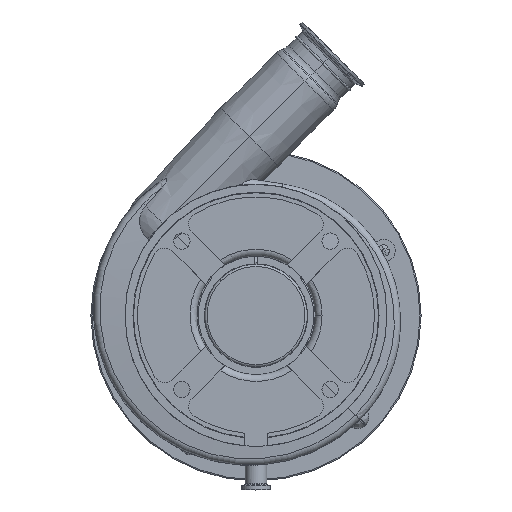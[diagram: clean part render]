
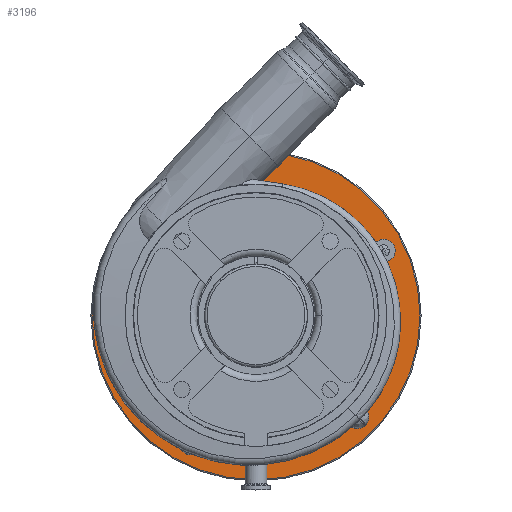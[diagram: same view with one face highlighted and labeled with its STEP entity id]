
A CAD part, top view. The second image highlights one B-rep face of the part: STEP entity #3196.
In plain terms, the highlighted planar face has unit normal (0, 0, 1).
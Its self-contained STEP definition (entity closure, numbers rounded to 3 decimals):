
#55 = VERTEX_POINT ( 'NONE', #5818 ) ;
#133 = EDGE_LOOP ( 'NONE', ( #11371, #7145 ) ) ;
#143 = EDGE_LOOP ( 'NONE', ( #8259, #13402 ) ) ;
#363 = EDGE_CURVE ( 'NONE', #13925, #6419, #6777, .T. ) ;
#368 = AXIS2_PLACEMENT_3D ( 'NONE', #13610, #1715, #430 ) ;
#430 = DIRECTION ( 'NONE',  ( -1., 0., 0. ) ) ;
#499 = EDGE_LOOP ( 'NONE', ( #16665, #15737 ) ) ;
#520 = CARTESIAN_POINT ( 'NONE',  ( 96.167, -96.167, -61. ) ) ;
#636 = DIRECTION ( 'NONE',  ( -1., 0., 0. ) ) ;
#897 = DIRECTION ( 'NONE',  ( -1., 0., 0. ) ) ;
#1042 = CARTESIAN_POINT ( 'NONE',  ( 0., 0., -61. ) ) ;
#1158 = DIRECTION ( 'NONE',  ( 0., 0., -1. ) ) ;
#1234 = CARTESIAN_POINT ( 'NONE',  ( 0., 0., -61. ) ) ;
#1290 = AXIS2_PLACEMENT_3D ( 'NONE', #5598, #10898, #14869 ) ;
#1326 = EDGE_CURVE ( 'NONE', #5815, #12389, #14579, .T. ) ;
#1383 = EDGE_CURVE ( 'NONE', #6419, #13925, #12061, .T. ) ;
#1393 = CARTESIAN_POINT ( 'NONE',  ( 0., 0., -61. ) ) ;
#1462 = EDGE_CURVE ( 'NONE', #8945, #16380, #12365, .T. ) ;
#1715 = DIRECTION ( 'NONE',  ( 0., 0., -1. ) ) ;
#1798 = CARTESIAN_POINT ( 'NONE',  ( -50.132, -119.338, -61. ) ) ;
#1869 = CIRCLE ( 'NONE', #3544, 10. ) ;
#1927 = CARTESIAN_POINT ( 'NONE',  ( 0., 115., -61. ) ) ;
#1965 = EDGE_CURVE ( 'NONE', #16380, #8945, #5730, .T. ) ;
#2015 = EDGE_CURVE ( 'NONE', #6433, #55, #1869, .T. ) ;
#2117 = DIRECTION ( 'NONE',  ( 0., 0., -1. ) ) ;
#2190 = DIRECTION ( 'NONE',  ( 0., 0., -1. ) ) ;
#2331 = DIRECTION ( 'NONE',  ( 1., 0., 0. ) ) ;
#2872 = DIRECTION ( 'NONE',  ( -1., 0., 0. ) ) ;
#3151 = FACE_BOUND ( 'NONE', #143, .T. ) ;
#3196 = ADVANCED_FACE ( 'NONE', ( #3151, #3412, #16669, #4450, #9756, #4810, #10103 ), #15374, .F. ) ;
#3211 = EDGE_CURVE ( 'NONE', #14496, #12660, #6056, .T. ) ;
#3412 = FACE_BOUND ( 'NONE', #499, .T. ) ;
#3493 = EDGE_LOOP ( 'NONE', ( #8711, #9672 ) ) ;
#3544 = AXIS2_PLACEMENT_3D ( 'NONE', #7479, #8797, #897 ) ;
#3734 = ORIENTED_EDGE ( 'NONE', *, *, #12180, .T. ) ;
#3768 = DIRECTION ( 'NONE',  ( 0., 0., 1. ) ) ;
#3773 = VERTEX_POINT ( 'NONE', #10612 ) ;
#3857 = EDGE_LOOP ( 'NONE', ( #13828, #3734 ) ) ;
#3985 = EDGE_CURVE ( 'NONE', #15546, #3773, #4535, .T. ) ;
#4180 = CIRCLE ( 'NONE', #8913, 10. ) ;
#4321 = AXIS2_PLACEMENT_3D ( 'NONE', #13120, #1158, #10437 ) ;
#4450 = FACE_BOUND ( 'NONE', #3493, .T. ) ;
#4535 = CIRCLE ( 'NONE', #14764, 144. ) ;
#4572 = AXIS2_PLACEMENT_3D ( 'NONE', #7094, #9982, #5886 ) ;
#4661 = CIRCLE ( 'NONE', #14085, 10. ) ;
#4810 = FACE_BOUND ( 'NONE', #16403, .T. ) ;
#5122 = ORIENTED_EDGE ( 'NONE', *, *, #8644, .F. ) ;
#5153 = CARTESIAN_POINT ( 'NONE',  ( -124.449, 19.711, -61. ) ) ;
#5451 = EDGE_CURVE ( 'NONE', #12389, #5815, #7046, .T. ) ;
#5598 = CARTESIAN_POINT ( 'NONE',  ( -19.711, 124.449, -61. ) ) ;
#5730 = CIRCLE ( 'NONE', #8221, 10. ) ;
#5815 = VERTEX_POINT ( 'NONE', #13691 ) ;
#5818 = CARTESIAN_POINT ( 'NONE',  ( 119.338, 50.132, -61. ) ) ;
#5886 = DIRECTION ( 'NONE',  ( -1., 0., 0. ) ) ;
#6056 = CIRCLE ( 'NONE', #8269, 115. ) ;
#6084 = DIRECTION ( 'NONE',  ( -1., 0., 0. ) ) ;
#6093 = CIRCLE ( 'NONE', #15787, 144. ) ;
#6167 = CARTESIAN_POINT ( 'NONE',  ( -19.711, 124.449, -61. ) ) ;
#6269 = CARTESIAN_POINT ( 'NONE',  ( -117.378, 12.64, -61. ) ) ;
#6419 = VERTEX_POINT ( 'NONE', #1798 ) ;
#6433 = VERTEX_POINT ( 'NONE', #14798 ) ;
#6512 = DIRECTION ( 'NONE',  ( 1., 0., 0. ) ) ;
#6777 = CIRCLE ( 'NONE', #4572, 10. ) ;
#6988 = CARTESIAN_POINT ( 'NONE',  ( -26.782, 131.52, -61. ) ) ;
#7046 = CIRCLE ( 'NONE', #16742, 10. ) ;
#7094 = CARTESIAN_POINT ( 'NONE',  ( -57.203, -112.267, -61. ) ) ;
#7145 = ORIENTED_EDGE ( 'NONE', *, *, #5451, .T. ) ;
#7479 = CARTESIAN_POINT ( 'NONE',  ( 112.267, 57.203, -61. ) ) ;
#7520 = EDGE_CURVE ( 'NONE', #55, #6433, #4180, .T. ) ;
#7579 = DIRECTION ( 'NONE',  ( -1., 0., 0. ) ) ;
#8146 = CARTESIAN_POINT ( 'NONE',  ( 144., 0., -61. ) ) ;
#8221 = AXIS2_PLACEMENT_3D ( 'NONE', #10573, #2190, #10097 ) ;
#8240 = DIRECTION ( 'NONE',  ( -1., 0., 0. ) ) ;
#8259 = ORIENTED_EDGE ( 'NONE', *, *, #1383, .T. ) ;
#8269 = AXIS2_PLACEMENT_3D ( 'NONE', #1042, #9178, #2331 ) ;
#8336 = ORIENTED_EDGE ( 'NONE', *, *, #16929, .T. ) ;
#8446 = DIRECTION ( 'NONE',  ( 0., 0., -1. ) ) ;
#8554 = CARTESIAN_POINT ( 'NONE',  ( -64.274, -105.196, -61. ) ) ;
#8644 = EDGE_CURVE ( 'NONE', #12660, #14496, #13632, .T. ) ;
#8650 = CARTESIAN_POINT ( 'NONE',  ( 115., 0., -61. ) ) ;
#8711 = ORIENTED_EDGE ( 'NONE', *, *, #1965, .T. ) ;
#8797 = DIRECTION ( 'NONE',  ( 0., 0., -1. ) ) ;
#8913 = AXIS2_PLACEMENT_3D ( 'NONE', #12047, #9299, #2872 ) ;
#8945 = VERTEX_POINT ( 'NONE', #520 ) ;
#9119 = AXIS2_PLACEMENT_3D ( 'NONE', #1927, #8446, #636 ) ;
#9178 = DIRECTION ( 'NONE',  ( 0., 0., 1. ) ) ;
#9266 = CARTESIAN_POINT ( 'NONE',  ( 82.024, -82.024, -61. ) ) ;
#9299 = DIRECTION ( 'NONE',  ( 0., 0., -1. ) ) ;
#9672 = ORIENTED_EDGE ( 'NONE', *, *, #1462, .T. ) ;
#9756 = FACE_BOUND ( 'NONE', #15282, .T. ) ;
#9859 = VERTEX_POINT ( 'NONE', #6269 ) ;
#9982 = DIRECTION ( 'NONE',  ( 0., 0., -1. ) ) ;
#10097 = DIRECTION ( 'NONE',  ( -1., 0., 0. ) ) ;
#10103 = FACE_OUTER_BOUND ( 'NONE', #3857, .T. ) ;
#10437 = DIRECTION ( 'NONE',  ( -1., 0., 0. ) ) ;
#10573 = CARTESIAN_POINT ( 'NONE',  ( 89.095, -89.095, -61. ) ) ;
#10612 = CARTESIAN_POINT ( 'NONE',  ( -144., 0., -61. ) ) ;
#10687 = DIRECTION ( 'NONE',  ( 1., 0., 0. ) ) ;
#10898 = DIRECTION ( 'NONE',  ( 0., 0., -1. ) ) ;
#11371 = ORIENTED_EDGE ( 'NONE', *, *, #1326, .T. ) ;
#11405 = DIRECTION ( 'NONE',  ( 1., 0., 0. ) ) ;
#11879 = DIRECTION ( 'NONE',  ( 0., 0., -1. ) ) ;
#11964 = CARTESIAN_POINT ( 'NONE',  ( 89.095, -89.095, -61. ) ) ;
#12047 = CARTESIAN_POINT ( 'NONE',  ( 112.267, 57.203, -61. ) ) ;
#12061 = CIRCLE ( 'NONE', #4321, 10. ) ;
#12180 = EDGE_CURVE ( 'NONE', #3773, #15546, #6093, .T. ) ;
#12328 = VERTEX_POINT ( 'NONE', #14226 ) ;
#12365 = CIRCLE ( 'NONE', #16803, 10. ) ;
#12389 = VERTEX_POINT ( 'NONE', #6988 ) ;
#12448 = CARTESIAN_POINT ( 'NONE',  ( -115., 0., -61. ) ) ;
#12660 = VERTEX_POINT ( 'NONE', #8650 ) ;
#12981 = EDGE_CURVE ( 'NONE', #9859, #12328, #4661, .T. ) ;
#13120 = CARTESIAN_POINT ( 'NONE',  ( -57.203, -112.267, -61. ) ) ;
#13190 = DIRECTION ( 'NONE',  ( 0., 0., 1. ) ) ;
#13402 = ORIENTED_EDGE ( 'NONE', *, *, #363, .T. ) ;
#13610 = CARTESIAN_POINT ( 'NONE',  ( -124.449, 19.711, -61. ) ) ;
#13632 = CIRCLE ( 'NONE', #14461, 115. ) ;
#13667 = CIRCLE ( 'NONE', #368, 10. ) ;
#13691 = CARTESIAN_POINT ( 'NONE',  ( -12.64, 117.378, -61. ) ) ;
#13828 = ORIENTED_EDGE ( 'NONE', *, *, #3985, .T. ) ;
#13925 = VERTEX_POINT ( 'NONE', #8554 ) ;
#14085 = AXIS2_PLACEMENT_3D ( 'NONE', #5153, #2117, #7579 ) ;
#14226 = CARTESIAN_POINT ( 'NONE',  ( -131.52, 26.782, -61. ) ) ;
#14461 = AXIS2_PLACEMENT_3D ( 'NONE', #1393, #13190, #10687 ) ;
#14496 = VERTEX_POINT ( 'NONE', #12448 ) ;
#14579 = CIRCLE ( 'NONE', #1290, 10. ) ;
#14764 = AXIS2_PLACEMENT_3D ( 'NONE', #1234, #15879, #6512 ) ;
#14798 = CARTESIAN_POINT ( 'NONE',  ( 105.196, 64.274, -61. ) ) ;
#14869 = DIRECTION ( 'NONE',  ( -1., 0., 0. ) ) ;
#14885 = ORIENTED_EDGE ( 'NONE', *, *, #3211, .F. ) ;
#15282 = EDGE_LOOP ( 'NONE', ( #16161, #8336 ) ) ;
#15374 = PLANE ( 'NONE',  #9119 ) ;
#15546 = VERTEX_POINT ( 'NONE', #8146 ) ;
#15737 = ORIENTED_EDGE ( 'NONE', *, *, #2015, .T. ) ;
#15787 = AXIS2_PLACEMENT_3D ( 'NONE', #16587, #3768, #11405 ) ;
#15879 = DIRECTION ( 'NONE',  ( 0., 0., 1. ) ) ;
#16161 = ORIENTED_EDGE ( 'NONE', *, *, #12981, .T. ) ;
#16380 = VERTEX_POINT ( 'NONE', #9266 ) ;
#16403 = EDGE_LOOP ( 'NONE', ( #5122, #14885 ) ) ;
#16479 = DIRECTION ( 'NONE',  ( 0., 0., -1. ) ) ;
#16587 = CARTESIAN_POINT ( 'NONE',  ( 0., 0., -61. ) ) ;
#16665 = ORIENTED_EDGE ( 'NONE', *, *, #7520, .T. ) ;
#16669 = FACE_BOUND ( 'NONE', #133, .T. ) ;
#16742 = AXIS2_PLACEMENT_3D ( 'NONE', #6167, #16479, #6084 ) ;
#16803 = AXIS2_PLACEMENT_3D ( 'NONE', #11964, #11879, #8240 ) ;
#16929 = EDGE_CURVE ( 'NONE', #12328, #9859, #13667, .T. ) ;
